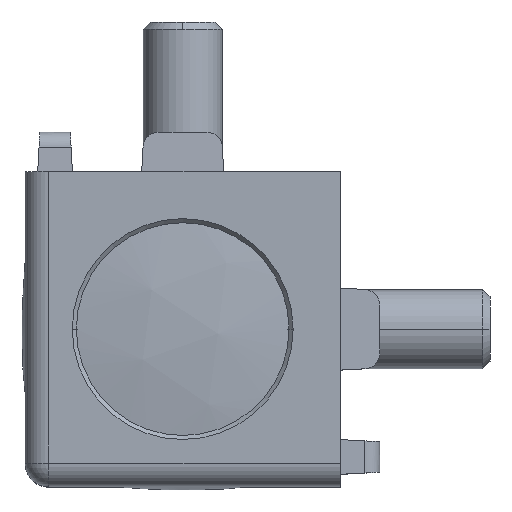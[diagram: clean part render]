
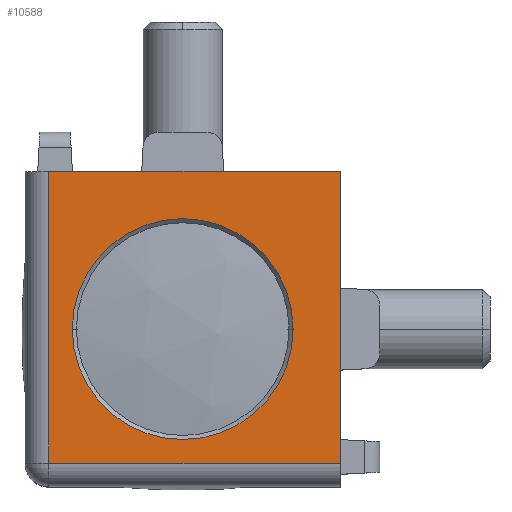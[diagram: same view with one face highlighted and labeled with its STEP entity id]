
A CAD part, top view. The second image highlights one B-rep face of the part: STEP entity #10588.
In plain terms, the highlighted planar face has unit normal (0, 0, -1).
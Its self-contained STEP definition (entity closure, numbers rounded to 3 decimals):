
#102 = CARTESIAN_POINT ( 'NONE',  ( 0., 0., 10. ) ) ;
#165 = DIRECTION ( 'NONE',  ( 1., 0., 0. ) ) ;
#372 = VECTOR ( 'NONE', #15150, 1000. ) ;
#833 = CARTESIAN_POINT ( 'NONE',  ( -10., -8.5, 10. ) ) ;
#1265 = EDGE_CURVE ( 'NONE', #13446, #2805, #9877, .T. ) ;
#1521 = DIRECTION ( 'NONE',  ( 1., 0., 0. ) ) ;
#1543 = EDGE_CURVE ( 'NONE', #16699, #13765, #14279, .T. ) ;
#2657 = CIRCLE ( 'NONE', #12115, 7.008 ) ;
#2805 = VERTEX_POINT ( 'NONE', #16592 ) ;
#3335 = LINE ( 'NONE', #18250, #18158 ) ;
#3421 = DIRECTION ( 'NONE',  ( 0., -1., 0. ) ) ;
#3600 = VERTEX_POINT ( 'NONE', #7512 ) ;
#3615 = PLANE ( 'NONE',  #15343 ) ;
#3904 = ORIENTED_EDGE ( 'NONE', *, *, #15663, .F. ) ;
#3922 = EDGE_CURVE ( 'NONE', #13765, #16699, #2657, .T. ) ;
#4588 = FACE_BOUND ( 'NONE', #15578, .T. ) ;
#5331 = CARTESIAN_POINT ( 'NONE',  ( -10., -10., 10. ) ) ;
#6763 = DIRECTION ( 'NONE',  ( 1., 0., 0. ) ) ;
#6891 = EDGE_LOOP ( 'NONE', ( #3904, #15133, #17463, #7912 ) ) ;
#7070 = LINE ( 'NONE', #833, #372 ) ;
#7512 = CARTESIAN_POINT ( 'NONE',  ( -8.5, 10., 10. ) ) ;
#7617 = CARTESIAN_POINT ( 'NONE',  ( -8.5, -10., 10. ) ) ;
#7792 = EDGE_CURVE ( 'NONE', #8943, #13446, #7070, .T. ) ;
#7912 = ORIENTED_EDGE ( 'NONE', *, *, #7792, .F. ) ;
#8736 = DIRECTION ( 'NONE',  ( 0., 0., -1. ) ) ;
#8943 = VERTEX_POINT ( 'NONE', #11635 ) ;
#9258 = DIRECTION ( 'NONE',  ( 0., 1., 0. ) ) ;
#9500 = VECTOR ( 'NONE', #3421, 1000. ) ;
#9627 = DIRECTION ( 'NONE',  ( -1., 0., 0. ) ) ;
#9877 = LINE ( 'NONE', #10686, #17101 ) ;
#10111 = DIRECTION ( 'NONE',  ( 0., 0., -1. ) ) ;
#10140 = ORIENTED_EDGE ( 'NONE', *, *, #3922, .F. ) ;
#10588 = ADVANCED_FACE ( 'NONE', ( #4588, #16057 ), #3615, .F. ) ;
#10686 = CARTESIAN_POINT ( 'NONE',  ( 10., 10., 10. ) ) ;
#11011 = AXIS2_PLACEMENT_3D ( 'NONE', #102, #10111, #1521 ) ;
#11145 = CARTESIAN_POINT ( 'NONE',  ( 7.008, 0., 10. ) ) ;
#11635 = CARTESIAN_POINT ( 'NONE',  ( -8.5, -8.5, 10. ) ) ;
#12115 = AXIS2_PLACEMENT_3D ( 'NONE', #17377, #8736, #165 ) ;
#12420 = ORIENTED_EDGE ( 'NONE', *, *, #1543, .F. ) ;
#13036 = CARTESIAN_POINT ( 'NONE',  ( -7.008, 0., 10. ) ) ;
#13342 = LINE ( 'NONE', #7617, #9500 ) ;
#13446 = VERTEX_POINT ( 'NONE', #15068 ) ;
#13544 = EDGE_CURVE ( 'NONE', #2805, #3600, #3335, .T. ) ;
#13765 = VERTEX_POINT ( 'NONE', #13036 ) ;
#14279 = CIRCLE ( 'NONE', #11011, 7.008 ) ;
#15068 = CARTESIAN_POINT ( 'NONE',  ( 10., -8.5, 10. ) ) ;
#15133 = ORIENTED_EDGE ( 'NONE', *, *, #13544, .F. ) ;
#15150 = DIRECTION ( 'NONE',  ( 1., 0., 0. ) ) ;
#15343 = AXIS2_PLACEMENT_3D ( 'NONE', #5331, #15374, #6763 ) ;
#15374 = DIRECTION ( 'NONE',  ( 0., 0., 1. ) ) ;
#15578 = EDGE_LOOP ( 'NONE', ( #12420, #10140 ) ) ;
#15663 = EDGE_CURVE ( 'NONE', #3600, #8943, #13342, .T. ) ;
#16057 = FACE_OUTER_BOUND ( 'NONE', #6891, .T. ) ;
#16592 = CARTESIAN_POINT ( 'NONE',  ( 10., 10., 10. ) ) ;
#16699 = VERTEX_POINT ( 'NONE', #11145 ) ;
#17101 = VECTOR ( 'NONE', #9258, 1000. ) ;
#17377 = CARTESIAN_POINT ( 'NONE',  ( 0., 0., 10. ) ) ;
#17463 = ORIENTED_EDGE ( 'NONE', *, *, #1265, .F. ) ;
#18158 = VECTOR ( 'NONE', #9627, 1000. ) ;
#18250 = CARTESIAN_POINT ( 'NONE',  ( -10., 10., 10. ) ) ;
